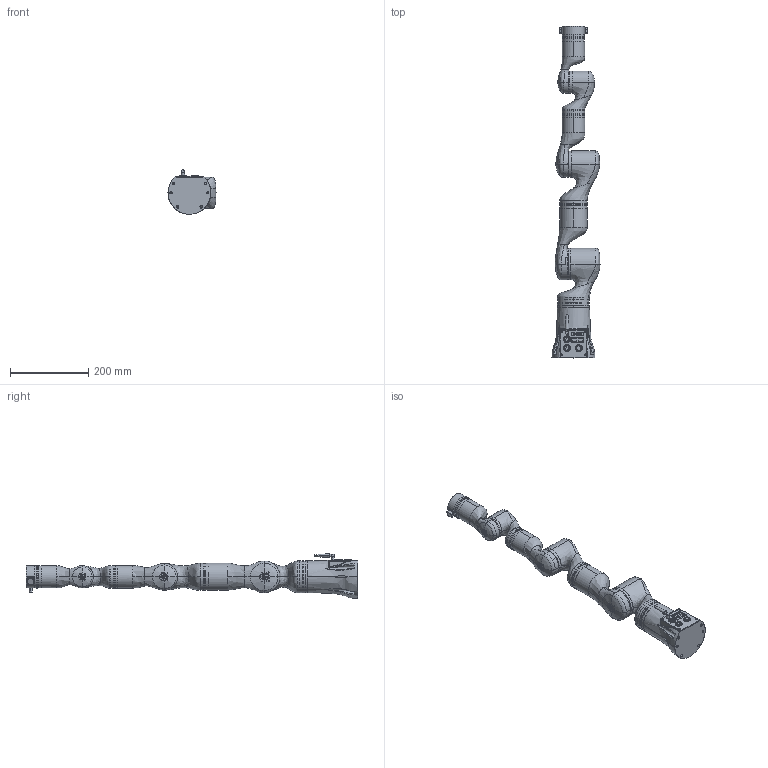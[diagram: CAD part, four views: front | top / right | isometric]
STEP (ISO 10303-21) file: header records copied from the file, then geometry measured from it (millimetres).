
FILE_DESCRIPTION (( 'STEP AP214' ), '1' );
FILE_NAME ('RM65-B 源偶珨.STEP', '2022-11-14T05:22:20', ( '' ), ( '' ), 'SwSTEP 2.0', 'SolidWorks 2018', '' );
FILE_SCHEMA (( 'AUTOMOTIVE_DESIGN' ));
Length unit declared in the file: millimetre
Products named in the file (9): 蟀裝1; 末端法兰件 方案一; 蟀裝6; RM65-B 源偶珨; 蟀裝3; 蟀裝7; 蟀裝2; 蟀裝4; 蟀裝5
Assembly tree (8 placements, depth 2):
  RM65-B 源偶珨
    蟀裝1
    蟀裝2
    蟀裝3
    蟀裝4
    蟀裝5
    蟀裝6
    蟀裝7
    末端法兰件 方案一
Bounding box: 123 x 850.5 x 114.3 mm (x, y, z)
Volume: 3111622.2 mm3; surface area: 319272.4 mm2
Topology: 8 solids, 8 shells, 784 faces, 1939 edges, 1245 vertices
Faces by surface type: bspline 284, plane 270, cylinder 212, cone 12, torus 6
Entity records: 88076 total; most frequent: CARTESIAN_POINT 70157, ORIENTED_EDGE 3860, DIRECTION 2705, EDGE_CURVE 1930, VERTEX_POINT 1245, AXIS2_PLACEMENT_3D 966, EDGE_LOOP 887, ADVANCED_FACE 784
